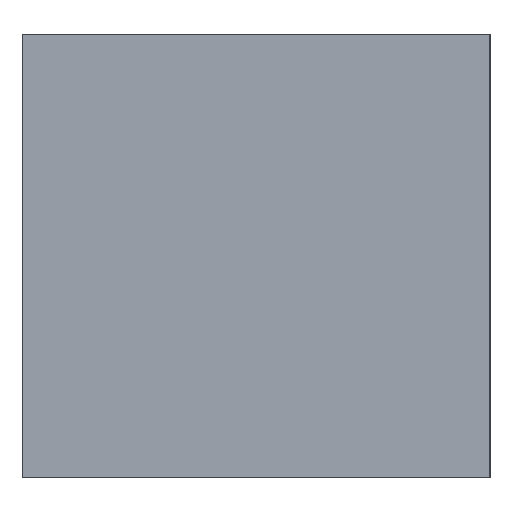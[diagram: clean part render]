
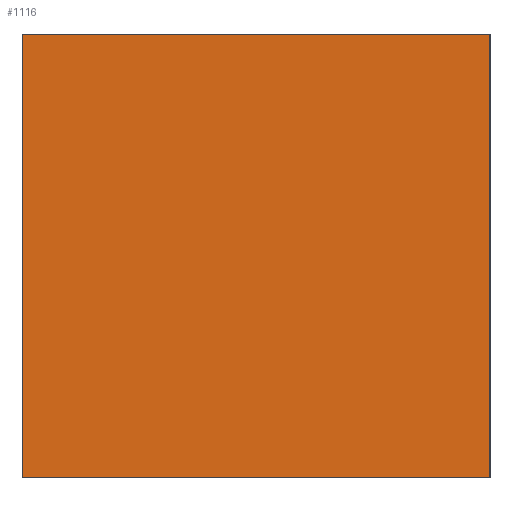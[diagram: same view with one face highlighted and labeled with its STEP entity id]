
A CAD part, left-side view. The second image highlights one B-rep face of the part: STEP entity #1116.
In plain terms, the highlighted planar face has unit normal (-1, 0, 0).
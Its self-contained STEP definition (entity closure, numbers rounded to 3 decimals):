
#67=PLANE('',#1212);
#135=FACE_OUTER_BOUND('',#197,.T.);
#197=EDGE_LOOP('',(#1046,#1047,#1048,#1049));
#315=LINE('',#1801,#447);
#321=LINE('',#1812,#453);
#328=LINE('',#1830,#460);
#329=LINE('',#1832,#461);
#447=VECTOR('',#1472,10.);
#453=VECTOR('',#1482,10.);
#460=VECTOR('',#1503,10.);
#461=VECTOR('',#1506,10.);
#574=VERTEX_POINT('',#1798);
#575=VERTEX_POINT('',#1800);
#578=VERTEX_POINT('',#1810);
#582=VERTEX_POINT('',#1828);
#723=EDGE_CURVE('',#574,#575,#315,.T.);
#729=EDGE_CURVE('',#574,#578,#321,.T.);
#737=EDGE_CURVE('',#578,#582,#328,.F.);
#738=EDGE_CURVE('',#575,#582,#329,.T.);
#1046=ORIENTED_EDGE('',*,*,#723,.F.);
#1047=ORIENTED_EDGE('',*,*,#729,.T.);
#1048=ORIENTED_EDGE('',*,*,#737,.T.);
#1049=ORIENTED_EDGE('',*,*,#738,.F.);
#1116=ADVANCED_FACE('',(#135),#67,.T.);
#1212=AXIS2_PLACEMENT_3D('',#1834,#1508,#1509);
#1472=DIRECTION('',(0.,-1.,0.));
#1482=DIRECTION('',(0.,0.,-1.));
#1503=DIRECTION('',(0.,1.,0.));
#1506=DIRECTION('',(0.,0.,-1.));
#1508=DIRECTION('center_axis',(-1.,0.,0.));
#1509=DIRECTION('ref_axis',(0.,-1.,0.));
#1798=CARTESIAN_POINT('',(-7.008,10.,1.6));
#1800=CARTESIAN_POINT('',(-7.008,-6.25,1.6));
#1801=CARTESIAN_POINT('',(-7.008,5.938,1.6));
#1810=CARTESIAN_POINT('',(-7.008,10.,-13.8));
#1812=CARTESIAN_POINT('',(-7.008,10.,-10.05));
#1828=CARTESIAN_POINT('',(-7.008,-6.25,-13.8));
#1830=CARTESIAN_POINT('',(-7.008,-2.187,-13.8));
#1832=CARTESIAN_POINT('',(-7.008,-6.25,-10.05));
#1834=CARTESIAN_POINT('Origin',(-7.008,10.,-10.05));
